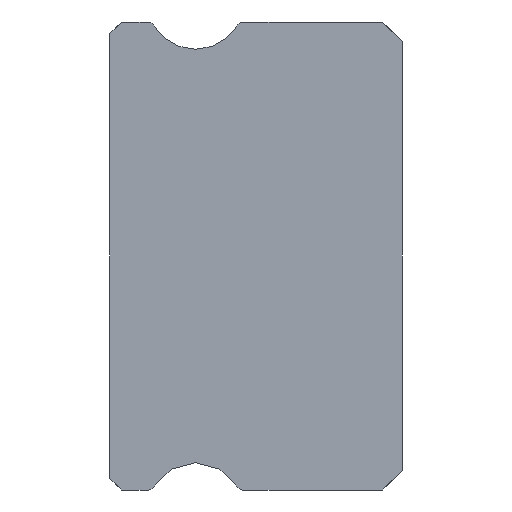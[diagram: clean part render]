
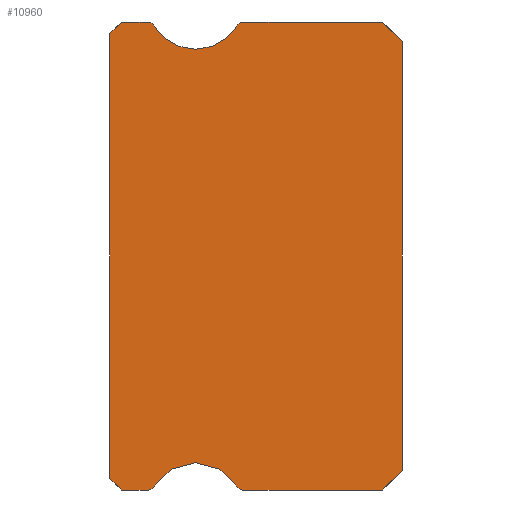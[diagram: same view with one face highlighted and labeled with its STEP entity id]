
A CAD part, left-side view. The second image highlights one B-rep face of the part: STEP entity #10960.
In plain terms, the highlighted planar face has unit normal (-1, 0, 0).
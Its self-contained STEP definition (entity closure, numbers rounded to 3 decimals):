
#13 = CARTESIAN_POINT ( 'NONE',  ( -15., 4.088, 5.85 ) ) ;
#36 = DIRECTION ( 'NONE',  ( 0., 0.707, -0.707 ) ) ;
#52 = EDGE_LOOP ( 'NONE', ( #6725, #7386, #11687, #2026, #9503, #11611, #9985, #4621, #12439, #7160, #7368, #10927, #8389, #12387, #11747, #9273, #4412 ) ) ;
#216 = EDGE_CURVE ( 'NONE', #1204, #6437, #2403, .T. ) ;
#299 = VERTEX_POINT ( 'NONE', #10215 ) ;
#305 = DIRECTION ( 'NONE',  ( -1., 0., 0. ) ) ;
#397 = DIRECTION ( 'NONE',  ( 0., -1., 0. ) ) ;
#558 = CIRCLE ( 'NONE', #9522, 0.15 ) ;
#601 = CARTESIAN_POINT ( 'NONE',  ( -15., 4.217, -5.925 ) ) ;
#763 = VECTOR ( 'NONE', #6128, 1000. ) ;
#963 = EDGE_CURVE ( 'NONE', #12655, #5366, #7726, .T. ) ;
#1204 = VERTEX_POINT ( 'NONE', #7878 ) ;
#1233 = CARTESIAN_POINT ( 'NONE',  ( -15., 7.5, -5.7 ) ) ;
#1363 = EDGE_CURVE ( 'NONE', #299, #2109, #558, .T. ) ;
#1384 = VERTEX_POINT ( 'NONE', #9734 ) ;
#1517 = FACE_OUTER_BOUND ( 'NONE', #52, .T. ) ;
#1564 = DIRECTION ( 'NONE',  ( 0., -0.707, -0.707 ) ) ;
#1574 = CARTESIAN_POINT ( 'NONE',  ( -15., 5.3, 6.55 ) ) ;
#1782 = CARTESIAN_POINT ( 'NONE',  ( -15., 6.512, 5.85 ) ) ;
#1811 = CARTESIAN_POINT ( 'NONE',  ( -15., 0.5, -6. ) ) ;
#1846 = AXIS2_PLACEMENT_3D ( 'NONE', #8305, #9364, #13502 ) ;
#2016 = CARTESIAN_POINT ( 'NONE',  ( -15., 4.088, 6. ) ) ;
#2026 = ORIENTED_EDGE ( 'NONE', *, *, #2559, .T. ) ;
#2091 = VERTEX_POINT ( 'NONE', #3012 ) ;
#2109 = VERTEX_POINT ( 'NONE', #8267 ) ;
#2145 = EDGE_CURVE ( 'NONE', #12606, #9548, #3140, .T. ) ;
#2201 = DIRECTION ( 'NONE',  ( 1., 0., 0. ) ) ;
#2356 = CARTESIAN_POINT ( 'NONE',  ( -15., 5.3, -6.55 ) ) ;
#2403 = LINE ( 'NONE', #4641, #7573 ) ;
#2462 = EDGE_CURVE ( 'NONE', #2697, #7950, #11341, .T. ) ;
#2559 = EDGE_CURVE ( 'NONE', #1384, #9090, #9644, .T. ) ;
#2697 = VERTEX_POINT ( 'NONE', #5118 ) ;
#2897 = EDGE_CURVE ( 'NONE', #2091, #12606, #12339, .T. ) ;
#3012 = CARTESIAN_POINT ( 'NONE',  ( -15., 4.217, 5.925 ) ) ;
#3030 = DIRECTION ( 'NONE',  ( 0., 0., 1. ) ) ;
#3140 = LINE ( 'NONE', #12376, #763 ) ;
#3161 = DIRECTION ( 'NONE',  ( 1., 0., 0. ) ) ;
#3189 = AXIS2_PLACEMENT_3D ( 'NONE', #2356, #305, #4464 ) ;
#3284 = EDGE_CURVE ( 'NONE', #5366, #11944, #9094, .T. ) ;
#3429 = CARTESIAN_POINT ( 'NONE',  ( -15., 7.2, -6. ) ) ;
#3719 = VERTEX_POINT ( 'NONE', #7011 ) ;
#3976 = LINE ( 'NONE', #10500, #11125 ) ;
#4143 = EDGE_CURVE ( 'NONE', #2697, #11257, #10167, .T. ) ;
#4149 = CARTESIAN_POINT ( 'NONE',  ( -15., 6.512, -6. ) ) ;
#4178 = DIRECTION ( 'NONE',  ( 0., 0., -1. ) ) ;
#4250 = AXIS2_PLACEMENT_3D ( 'NONE', #11344, #7158, #6117 ) ;
#4299 = LINE ( 'NONE', #11614, #5288 ) ;
#4412 = ORIENTED_EDGE ( 'NONE', *, *, #8260, .T. ) ;
#4464 = DIRECTION ( 'NONE',  ( 0., 0., -1. ) ) ;
#4519 = DIRECTION ( 'NONE',  ( -1., 0., 0. ) ) ;
#4621 = ORIENTED_EDGE ( 'NONE', *, *, #11649, .F. ) ;
#4641 = CARTESIAN_POINT ( 'NONE',  ( -15., 7.5, 5.7 ) ) ;
#4697 = CARTESIAN_POINT ( 'NONE',  ( -15., 0.5, 6. ) ) ;
#4892 = VECTOR ( 'NONE', #397, 1000. ) ;
#5118 = CARTESIAN_POINT ( 'NONE',  ( -15., 0., -5.5 ) ) ;
#5152 = CARTESIAN_POINT ( 'NONE',  ( -15., 0., -5.5 ) ) ;
#5288 = VECTOR ( 'NONE', #7431, 1000. ) ;
#5366 = VERTEX_POINT ( 'NONE', #601 ) ;
#5496 = LINE ( 'NONE', #3429, #9306 ) ;
#5550 = CARTESIAN_POINT ( 'NONE',  ( -15., 6.512, -6. ) ) ;
#5572 = VECTOR ( 'NONE', #3030, 1000. ) ;
#5599 = VERTEX_POINT ( 'NONE', #1233 ) ;
#5757 = CIRCLE ( 'NONE', #9073, 1.25 ) ;
#5865 = DIRECTION ( 'NONE',  ( 1., 0., 0. ) ) ;
#5925 = DIRECTION ( 'NONE',  ( 0., 0., -1. ) ) ;
#5983 = CIRCLE ( 'NONE', #6424, 1.25 ) ;
#6117 = DIRECTION ( 'NONE',  ( 0., 0., -1. ) ) ;
#6128 = DIRECTION ( 'NONE',  ( 0., -1., 0. ) ) ;
#6257 = LINE ( 'NONE', #7010, #6275 ) ;
#6275 = VECTOR ( 'NONE', #13248, 1000. ) ;
#6424 = AXIS2_PLACEMENT_3D ( 'NONE', #7505, #7378, #11563 ) ;
#6429 = AXIS2_PLACEMENT_3D ( 'NONE', #13, #2201, #4178 ) ;
#6437 = VERTEX_POINT ( 'NONE', #11748 ) ;
#6589 = CARTESIAN_POINT ( 'NONE',  ( -15., 4.088, -6. ) ) ;
#6633 = EDGE_CURVE ( 'NONE', #2109, #3719, #5757, .T. ) ;
#6645 = VECTOR ( 'NONE', #36, 1000. ) ;
#6700 = EDGE_CURVE ( 'NONE', #3719, #2091, #5983, .T. ) ;
#6725 = ORIENTED_EDGE ( 'NONE', *, *, #216, .T. ) ;
#6896 = PLANE ( 'NONE',  #9391 ) ;
#7010 = CARTESIAN_POINT ( 'NONE',  ( -15., 7.5, 5.85 ) ) ;
#7011 = CARTESIAN_POINT ( 'NONE',  ( -15., 5.3, 5.3 ) ) ;
#7158 = DIRECTION ( 'NONE',  ( 1., 0., 0. ) ) ;
#7160 = ORIENTED_EDGE ( 'NONE', *, *, #4143, .T. ) ;
#7189 = CARTESIAN_POINT ( 'NONE',  ( -15., 6.512, 5.85 ) ) ;
#7368 = ORIENTED_EDGE ( 'NONE', *, *, #7667, .F. ) ;
#7378 = DIRECTION ( 'NONE',  ( -1., 0., 0. ) ) ;
#7386 = ORIENTED_EDGE ( 'NONE', *, *, #12544, .F. ) ;
#7431 = DIRECTION ( 'NONE',  ( 0., 1., 0. ) ) ;
#7505 = CARTESIAN_POINT ( 'NONE',  ( -15., 5.3, 6.55 ) ) ;
#7573 = VECTOR ( 'NONE', #8895, 1000. ) ;
#7667 = EDGE_CURVE ( 'NONE', #9548, #11257, #8679, .T. ) ;
#7726 = CIRCLE ( 'NONE', #1846, 0.15 ) ;
#7817 = EDGE_CURVE ( 'NONE', #11944, #9090, #8834, .T. ) ;
#7878 = CARTESIAN_POINT ( 'NONE',  ( -15., 7.2, 6. ) ) ;
#7950 = VERTEX_POINT ( 'NONE', #1811 ) ;
#8260 = EDGE_CURVE ( 'NONE', #299, #1204, #4299, .T. ) ;
#8267 = CARTESIAN_POINT ( 'NONE',  ( -15., 6.383, 5.925 ) ) ;
#8305 = CARTESIAN_POINT ( 'NONE',  ( -15., 4.088, -5.85 ) ) ;
#8389 = ORIENTED_EDGE ( 'NONE', *, *, #2897, .F. ) ;
#8679 = LINE ( 'NONE', #4697, #9731 ) ;
#8692 = DIRECTION ( 'NONE',  ( 0., 0., -1. ) ) ;
#8834 = CIRCLE ( 'NONE', #4250, 0.15 ) ;
#8895 = DIRECTION ( 'NONE',  ( 0., 0.707, -0.707 ) ) ;
#9073 = AXIS2_PLACEMENT_3D ( 'NONE', #1574, #4519, #8692 ) ;
#9090 = VERTEX_POINT ( 'NONE', #4149 ) ;
#9094 = CIRCLE ( 'NONE', #3189, 1.25 ) ;
#9109 = CARTESIAN_POINT ( 'NONE',  ( -15., 6.383, -5.925 ) ) ;
#9273 = ORIENTED_EDGE ( 'NONE', *, *, #1363, .F. ) ;
#9306 = VECTOR ( 'NONE', #12585, 1000. ) ;
#9364 = DIRECTION ( 'NONE',  ( 1., 0., 0. ) ) ;
#9391 = AXIS2_PLACEMENT_3D ( 'NONE', #1782, #5865, #5925 ) ;
#9503 = ORIENTED_EDGE ( 'NONE', *, *, #7817, .F. ) ;
#9522 = AXIS2_PLACEMENT_3D ( 'NONE', #7189, #3161, #11368 ) ;
#9548 = VERTEX_POINT ( 'NONE', #12936 ) ;
#9644 = LINE ( 'NONE', #5550, #4892 ) ;
#9697 = EDGE_CURVE ( 'NONE', #5599, #1384, #5496, .T. ) ;
#9731 = VECTOR ( 'NONE', #1564, 1000. ) ;
#9734 = CARTESIAN_POINT ( 'NONE',  ( -15., 7.2, -6. ) ) ;
#9985 = ORIENTED_EDGE ( 'NONE', *, *, #963, .F. ) ;
#10063 = CARTESIAN_POINT ( 'NONE',  ( -15., 0., 5.5 ) ) ;
#10167 = LINE ( 'NONE', #13351, #5572 ) ;
#10215 = CARTESIAN_POINT ( 'NONE',  ( -15., 6.512, 6. ) ) ;
#10356 = DIRECTION ( 'NONE',  ( 0., 1., 0. ) ) ;
#10500 = CARTESIAN_POINT ( 'NONE',  ( -15., 6.512, -6. ) ) ;
#10927 = ORIENTED_EDGE ( 'NONE', *, *, #2145, .F. ) ;
#10960 = ADVANCED_FACE ( 'NONE', ( #1517 ), #6896, .F. ) ;
#11125 = VECTOR ( 'NONE', #10356, 1000. ) ;
#11257 = VERTEX_POINT ( 'NONE', #10063 ) ;
#11341 = LINE ( 'NONE', #5152, #6645 ) ;
#11344 = CARTESIAN_POINT ( 'NONE',  ( -15., 6.512, -5.85 ) ) ;
#11368 = DIRECTION ( 'NONE',  ( 0., 0., -1. ) ) ;
#11563 = DIRECTION ( 'NONE',  ( 0., 0., -1. ) ) ;
#11611 = ORIENTED_EDGE ( 'NONE', *, *, #3284, .F. ) ;
#11614 = CARTESIAN_POINT ( 'NONE',  ( -15., 7.2, 6. ) ) ;
#11649 = EDGE_CURVE ( 'NONE', #7950, #12655, #3976, .T. ) ;
#11687 = ORIENTED_EDGE ( 'NONE', *, *, #9697, .T. ) ;
#11747 = ORIENTED_EDGE ( 'NONE', *, *, #6633, .F. ) ;
#11748 = CARTESIAN_POINT ( 'NONE',  ( -15., 7.5, 5.7 ) ) ;
#11944 = VERTEX_POINT ( 'NONE', #9109 ) ;
#12339 = CIRCLE ( 'NONE', #6429, 0.15 ) ;
#12376 = CARTESIAN_POINT ( 'NONE',  ( -15., 6.512, 6. ) ) ;
#12387 = ORIENTED_EDGE ( 'NONE', *, *, #6700, .F. ) ;
#12439 = ORIENTED_EDGE ( 'NONE', *, *, #2462, .F. ) ;
#12544 = EDGE_CURVE ( 'NONE', #5599, #6437, #6257, .T. ) ;
#12585 = DIRECTION ( 'NONE',  ( 0., -0.707, -0.707 ) ) ;
#12606 = VERTEX_POINT ( 'NONE', #2016 ) ;
#12655 = VERTEX_POINT ( 'NONE', #6589 ) ;
#12936 = CARTESIAN_POINT ( 'NONE',  ( -15., 0.5, 6. ) ) ;
#13248 = DIRECTION ( 'NONE',  ( 0., 0., 1. ) ) ;
#13351 = CARTESIAN_POINT ( 'NONE',  ( -15., 0., 5.5 ) ) ;
#13502 = DIRECTION ( 'NONE',  ( 0., 0., -1. ) ) ;
